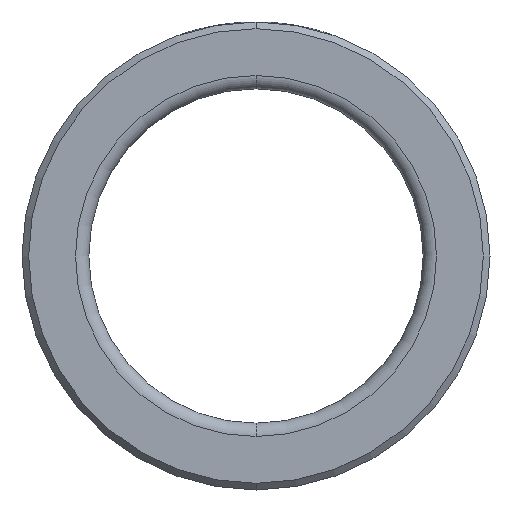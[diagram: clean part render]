
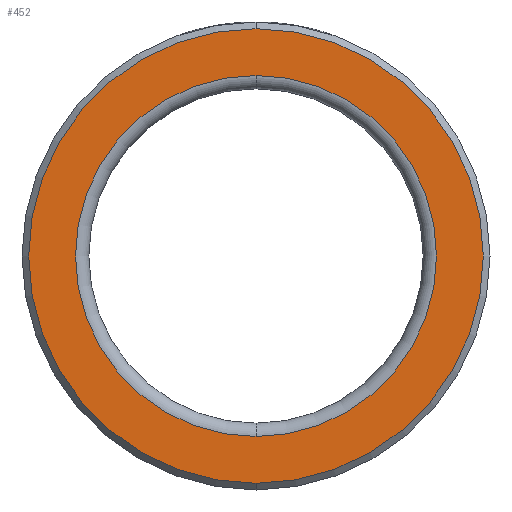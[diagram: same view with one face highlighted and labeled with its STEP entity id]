
A CAD part, front view. The second image highlights one B-rep face of the part: STEP entity #452.
In plain terms, the highlighted planar face has unit normal (0, -1, 0).
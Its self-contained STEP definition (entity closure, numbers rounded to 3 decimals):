
#9 = CIRCLE ( 'NONE', #941, 27. ) ;
#30 = EDGE_CURVE ( 'NONE', #1420, #934, #9, .T. ) ;
#69 = AXIS2_PLACEMENT_3D ( 'NONE', #459, #190, #595 ) ;
#135 = VERTEX_POINT ( 'NONE', #610 ) ;
#156 = FACE_BOUND ( 'NONE', #1633, .T. ) ;
#190 = DIRECTION ( 'NONE',  ( 0., 1., 0. ) ) ;
#249 = DIRECTION ( 'NONE',  ( 0., -1., 0. ) ) ;
#331 = PLANE ( 'NONE',  #69 ) ;
#397 = EDGE_CURVE ( 'NONE', #934, #1420, #877, .T. ) ;
#421 = CARTESIAN_POINT ( 'NONE',  ( 0., 0., 0. ) ) ;
#452 = ADVANCED_FACE ( 'NONE', ( #156, #1154 ), #331, .F. ) ;
#459 = CARTESIAN_POINT ( 'NONE',  ( -34., 0., 0. ) ) ;
#533 = CIRCLE ( 'NONE', #765, 34. ) ;
#562 = DIRECTION ( 'NONE',  ( 0., 0., -1. ) ) ;
#590 = DIRECTION ( 'NONE',  ( 0., -1., 0. ) ) ;
#595 = DIRECTION ( 'NONE',  ( 0., 0., 1. ) ) ;
#610 = CARTESIAN_POINT ( 'NONE',  ( 0., 0., 34. ) ) ;
#619 = CARTESIAN_POINT ( 'NONE',  ( 0., 0., 27. ) ) ;
#676 = VERTEX_POINT ( 'NONE', #1545 ) ;
#688 = DIRECTION ( 'NONE',  ( 0., -1., 0. ) ) ;
#689 = EDGE_LOOP ( 'NONE', ( #1225, #1366 ) ) ;
#765 = AXIS2_PLACEMENT_3D ( 'NONE', #1510, #688, #1645 ) ;
#789 = ORIENTED_EDGE ( 'NONE', *, *, #397, .F. ) ;
#877 = CIRCLE ( 'NONE', #910, 27. ) ;
#910 = AXIS2_PLACEMENT_3D ( 'NONE', #1409, #590, #1539 ) ;
#934 = VERTEX_POINT ( 'NONE', #1405 ) ;
#941 = AXIS2_PLACEMENT_3D ( 'NONE', #1055, #249, #1185 ) ;
#1022 = AXIS2_PLACEMENT_3D ( 'NONE', #421, #1379, #562 ) ;
#1055 = CARTESIAN_POINT ( 'NONE',  ( 0., 0., 0. ) ) ;
#1061 = EDGE_CURVE ( 'NONE', #135, #676, #1657, .T. ) ;
#1154 = FACE_OUTER_BOUND ( 'NONE', #689, .T. ) ;
#1185 = DIRECTION ( 'NONE',  ( 0., 0., -1. ) ) ;
#1225 = ORIENTED_EDGE ( 'NONE', *, *, #1061, .T. ) ;
#1366 = ORIENTED_EDGE ( 'NONE', *, *, #1571, .T. ) ;
#1379 = DIRECTION ( 'NONE',  ( 0., -1., 0. ) ) ;
#1392 = ORIENTED_EDGE ( 'NONE', *, *, #30, .F. ) ;
#1405 = CARTESIAN_POINT ( 'NONE',  ( 0., 0., -27. ) ) ;
#1409 = CARTESIAN_POINT ( 'NONE',  ( 0., 0., 0. ) ) ;
#1420 = VERTEX_POINT ( 'NONE', #619 ) ;
#1510 = CARTESIAN_POINT ( 'NONE',  ( 0., 0., 0. ) ) ;
#1539 = DIRECTION ( 'NONE',  ( 0., 0., -1. ) ) ;
#1545 = CARTESIAN_POINT ( 'NONE',  ( 0., 0., -34. ) ) ;
#1571 = EDGE_CURVE ( 'NONE', #676, #135, #533, .T. ) ;
#1633 = EDGE_LOOP ( 'NONE', ( #789, #1392 ) ) ;
#1645 = DIRECTION ( 'NONE',  ( 0., 0., -1. ) ) ;
#1657 = CIRCLE ( 'NONE', #1022, 34. ) ;
